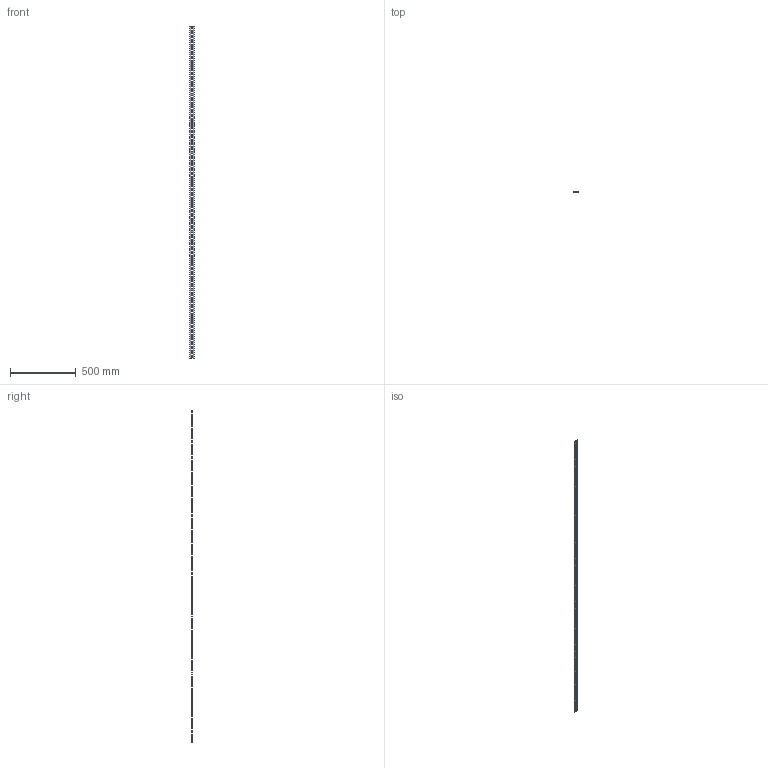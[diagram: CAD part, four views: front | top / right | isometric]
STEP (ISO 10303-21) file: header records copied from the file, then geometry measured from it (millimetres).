
FILE_DESCRIPTION(/* description */ (''),/* implementation_level */ '2;1');
FILE_NAME(/* name */ 'PP32-2.5-2500.ipt.stp',/* time_stamp */ '2023-05-15T11:24:00+03:00',/* author */ ('Ртищев А.О.'),/* organization */ (''),/* preprocessor_version */ 'ST-DEVELOPER v19.2',/* originating_system */ 'Autodesk Inventor 2023',/* authorisation */ '');
FILE_SCHEMA (('AUTOMOTIVE_DESIGN { 1 0 10303 214 3 1 1 }'));
Length unit declared in the file: millimetre
Products named in the file (1): PP32-2.5-2500
Bounding box: 32 x 2.5 x 2520 mm (x, y, z)
Volume: 154580 mm3; surface area: 148302 mm2
Topology: 1 solids, 1 shells, 258 faces, 768 edges, 512 vertices
Faces by surface type: plane 132, cylinder 126
Entity records: 9277 total; most frequent: CARTESIAN_POINT 1539, DIRECTION 1538, ORIENTED_EDGE 1536, EDGE_CURVE 768, LINE 516, VECTOR 516, VERTEX_POINT 512, AXIS2_PLACEMENT_3D 511
